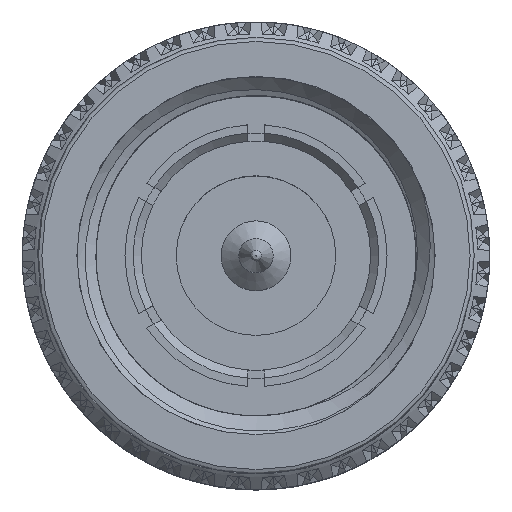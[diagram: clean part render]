
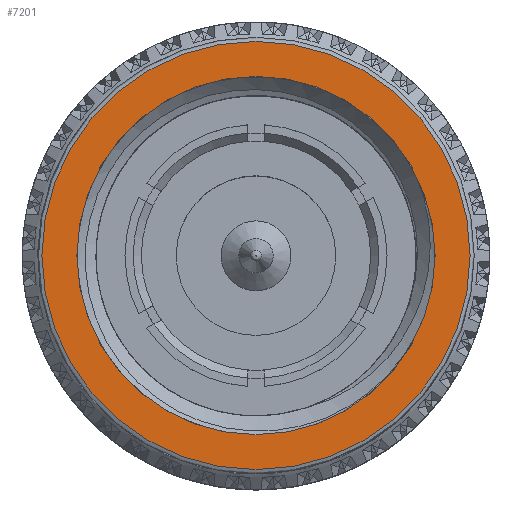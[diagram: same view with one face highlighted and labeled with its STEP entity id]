
A CAD part, top view. The second image highlights one B-rep face of the part: STEP entity #7201.
In plain terms, the highlighted face is planar.
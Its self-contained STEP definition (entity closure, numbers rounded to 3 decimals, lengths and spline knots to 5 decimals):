
#2113 = EDGE_CURVE ( 'NONE', #53495, #53495, #42500, .T. ) ;
#7201 = ADVANCED_FACE ( 'NONE', ( #71150, #26223 ), #24041, .F. ) ;
#24041 = PLANE ( 'NONE',  #61525 ) ;
#26223 = FACE_OUTER_BOUND ( 'NONE', #33704, .T. ) ;
#30937 = VERTEX_POINT ( 'NONE', #48105 ) ;
#31729 = CARTESIAN_POINT ( 'NONE',  ( 0., 0.2665, 0. ) ) ;
#33036 = AXIS2_PLACEMENT_3D ( 'NONE', #61683, #34434, #62255 ) ;
#33704 = EDGE_LOOP ( 'NONE', ( #89067 ) ) ;
#34434 = DIRECTION ( 'NONE',  ( -1., 0., 0. ) ) ;
#40650 = DIRECTION ( 'NONE',  ( -1., 0., 0. ) ) ;
#41474 = ORIENTED_EDGE ( 'NONE', *, *, #2113, .F. ) ;
#42500 = CIRCLE ( 'NONE', #33036, 0.21875 ) ;
#48080 = CIRCLE ( 'NONE', #55683, 0.2615 ) ;
#48105 = CARTESIAN_POINT ( 'NONE',  ( 0., 0., -0.2615 ) ) ;
#51226 = DIRECTION ( 'NONE',  ( 1., 0., 0. ) ) ;
#53495 = VERTEX_POINT ( 'NONE', #90136 ) ;
#55683 = AXIS2_PLACEMENT_3D ( 'NONE', #112784, #40650, #75554 ) ;
#61525 = AXIS2_PLACEMENT_3D ( 'NONE', #31729, #51226, #67830 ) ;
#61683 = CARTESIAN_POINT ( 'NONE',  ( 0., 0., 0. ) ) ;
#62255 = DIRECTION ( 'NONE',  ( 0., -1., 0. ) ) ;
#67830 = DIRECTION ( 'NONE',  ( 0., 0., -1. ) ) ;
#71150 = FACE_BOUND ( 'NONE', #90945, .T. ) ;
#75554 = DIRECTION ( 'NONE',  ( 0., 0., -1. ) ) ;
#89067 = ORIENTED_EDGE ( 'NONE', *, *, #89954, .T. ) ;
#89954 = EDGE_CURVE ( 'NONE', #30937, #30937, #48080, .T. ) ;
#90136 = CARTESIAN_POINT ( 'NONE',  ( 0., -0.21875, 0. ) ) ;
#90945 = EDGE_LOOP ( 'NONE', ( #41474 ) ) ;
#112784 = CARTESIAN_POINT ( 'NONE',  ( 0., 0., 0. ) ) ;
